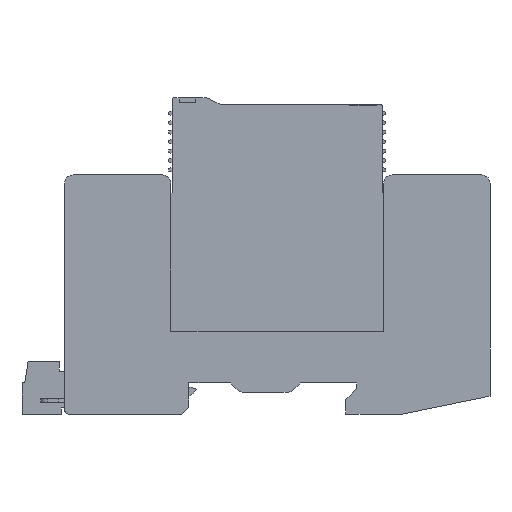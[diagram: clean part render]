
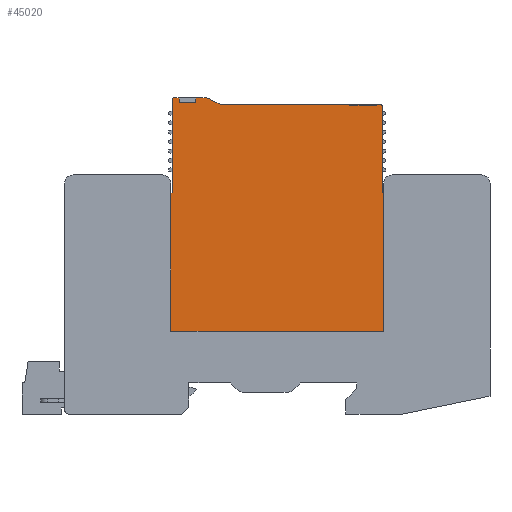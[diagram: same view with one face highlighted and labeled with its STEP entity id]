
A CAD part, front view. The second image highlights one B-rep face of the part: STEP entity #45020.
In plain terms, the highlighted planar face has unit normal (0, -1, 0).
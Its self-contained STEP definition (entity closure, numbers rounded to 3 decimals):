
#43006=DIRECTION('',(0.,0.,1.));
#43007=VECTOR('',#43006,29.3);
#43008=CARTESIAN_POINT('',(9.51,-22.35,
26.396));
#43009=LINE('',#43008,#43007);
#43027=CARTESIAN_POINT('',(-34.94,-22.35,
75.496));
#43028=DIRECTION('',(0.,1.,0.));
#43029=DIRECTION('',(-1.,0.,0.));
#43030=AXIS2_PLACEMENT_3D('',#43027,#43028,#43029);
#43035=DIRECTION('',(0.,0.,-1.));
#43036=VECTOR('',#43035,1.);
#43037=CARTESIAN_POINT('',(-33.747,-22.35,
75.796));
#43038=LINE('',#43037,#43036);
#43042=DIRECTION('',(1.,0.,0.));
#43043=VECTOR('',#43042,3.5);
#43044=CARTESIAN_POINT('',(-33.747,-22.35,
74.796));
#43045=LINE('',#43044,#43043);
#43049=CARTESIAN_POINT('',(-28.04,-22.35,
74.746));
#43050=DIRECTION('',(0.,1.,0.));
#43051=DIRECTION('',(0.,0.,1.));
#43052=AXIS2_PLACEMENT_3D('',#43049,#43050,#43051);
#43057=DIRECTION('',(0.891,0.,-0.454));
#43058=VECTOR('',#43057,2.802);
#43059=CARTESIAN_POINT('',(-27.563,-22.35,
75.682));
#43060=LINE('',#43059,#43058);
#43064=CARTESIAN_POINT('',(-24.59,-22.35,
75.346));
#43065=DIRECTION('',(0.,-1.,0.));
#43066=DIRECTION('',(-0.454,0.,-0.891));
#43067=AXIS2_PLACEMENT_3D('',#43064,#43065,#43066);
#43072=DIRECTION('',(0.,0.,-1.));
#43073=VECTOR('',#43072,0.1);
#43074=CARTESIAN_POINT('',(2.36,-22.35,
74.296));
#43075=LINE('',#43074,#43073);
#43079=DIRECTION('',(1.,0.,0.));
#43080=VECTOR('',#43079,5.6);
#43081=CARTESIAN_POINT('',(2.36,-22.35,
74.196));
#43082=LINE('',#43081,#43080);
#43086=DIRECTION('',(0.,0.,1.));
#43087=VECTOR('',#43086,0.1);
#43088=CARTESIAN_POINT('',(7.96,-22.35,
74.196));
#43089=LINE('',#43088,#43087);
#43093=CARTESIAN_POINT('',(8.96,-22.35,
73.996));
#43094=DIRECTION('',(0.,1.,0.));
#43095=DIRECTION('',(0.,0.,1.));
#43096=AXIS2_PLACEMENT_3D('',#43093,#43094,#43095);
#43101=DIRECTION('',(0.,0.,1.));
#43102=VECTOR('',#43101,18.3);
#43103=CARTESIAN_POINT('',(9.26,-22.35,
55.696));
#43104=LINE('',#43103,#43102);
#43185=DIRECTION('',(-1.,0.,0.));
#43186=VECTOR('',#43185,0.25);
#43187=CARTESIAN_POINT('',(9.51,-22.35,
55.696));
#43188=LINE('',#43187,#43186);
#43206=DIRECTION('',(-1.,0.,0.));
#43207=VECTOR('',#43206,1.);
#43208=CARTESIAN_POINT('',(8.96,-22.35,
74.296));
#43209=LINE('',#43208,#43207);
#43213=DIRECTION('',(-1.,0.,0.));
#43214=VECTOR('',#43213,26.95);
#43215=CARTESIAN_POINT('',(2.36,-22.35,
74.296));
#43216=LINE('',#43215,#43214);
#43318=DIRECTION('',(-1.,0.,0.));
#43319=VECTOR('',#43318,2.207);
#43320=CARTESIAN_POINT('',(-28.04,-22.35,
75.796));
#43321=LINE('',#43320,#43319);
#43325=DIRECTION('',(0.,0.,-1.));
#43326=VECTOR('',#43325,1.);
#43327=CARTESIAN_POINT('',(-30.247,-22.35,
75.796));
#43328=LINE('',#43327,#43326);
#43374=DIRECTION('',(-1.,0.,0.));
#43375=VECTOR('',#43374,1.193);
#43376=CARTESIAN_POINT('',(-33.747,-22.35,
75.796));
#43377=LINE('',#43376,#43375);
#43416=DIRECTION('',(0.,0.,-1.));
#43417=VECTOR('',#43416,19.8);
#43418=CARTESIAN_POINT('',(-35.24,-22.35,
75.496));
#43419=LINE('',#43418,#43417);
#43472=DIRECTION('',(-1.,0.,0.));
#43473=VECTOR('',#43472,0.25);
#43474=CARTESIAN_POINT('',(-35.24,-22.35,
55.696));
#43475=LINE('',#43474,#43473);
#43493=DIRECTION('',(0.,0.,-1.));
#43494=VECTOR('',#43493,29.3);
#43495=CARTESIAN_POINT('',(-35.49,-22.35,
55.696));
#43496=LINE('',#43495,#43494);
#43514=DIRECTION('',(1.,0.,0.));
#43515=VECTOR('',#43514,45.);
#43516=CARTESIAN_POINT('',(-35.49,-22.35,
26.396));
#43517=LINE('',#43516,#43515);
#44635=CARTESIAN_POINT('',(9.51,-22.35,
26.396));
#44636=CARTESIAN_POINT('',(9.51,-22.35,
55.696));
#44637=VERTEX_POINT('',#44635);
#44638=VERTEX_POINT('',#44636);
#44639=CARTESIAN_POINT('',(9.26,-22.35,
55.696));
#44640=CARTESIAN_POINT('',(9.26,-22.35,
73.996));
#44641=VERTEX_POINT('',#44639);
#44642=VERTEX_POINT('',#44640);
#44643=CARTESIAN_POINT('',(-35.49,-22.35,
26.396));
#44644=VERTEX_POINT('',#44643);
#44645=CARTESIAN_POINT('',(-35.49,-22.35,
55.696));
#44646=VERTEX_POINT('',#44645);
#44647=CARTESIAN_POINT('',(-35.24,-22.35,
55.696));
#44648=VERTEX_POINT('',#44647);
#44649=CARTESIAN_POINT('',(-35.24,-22.35,
75.496));
#44650=VERTEX_POINT('',#44649);
#44651=CARTESIAN_POINT('',(-34.94,-22.35,
75.796));
#44652=VERTEX_POINT('',#44651);
#44653=CARTESIAN_POINT('',(-33.747,-22.35,
75.796));
#44654=VERTEX_POINT('',#44653);
#44655=CARTESIAN_POINT('',(-33.747,-22.35,
74.796));
#44656=VERTEX_POINT('',#44655);
#44657=CARTESIAN_POINT('',(-30.247,-22.35,
74.796));
#44658=VERTEX_POINT('',#44657);
#44659=CARTESIAN_POINT('',(-30.247,-22.35,
75.796));
#44660=VERTEX_POINT('',#44659);
#44661=CARTESIAN_POINT('',(-28.04,-22.35,
75.796));
#44662=VERTEX_POINT('',#44661);
#44663=CARTESIAN_POINT('',(-27.563,-22.35,
75.682));
#44664=VERTEX_POINT('',#44663);
#44665=CARTESIAN_POINT('',(-25.066,-22.35,
74.411));
#44666=VERTEX_POINT('',#44665);
#44667=CARTESIAN_POINT('',(-24.59,-22.35,
74.296));
#44668=VERTEX_POINT('',#44667);
#44669=CARTESIAN_POINT('',(2.36,-22.35,
74.296));
#44670=VERTEX_POINT('',#44669);
#44671=CARTESIAN_POINT('',(2.36,-22.35,
74.196));
#44672=VERTEX_POINT('',#44671);
#44673=CARTESIAN_POINT('',(7.96,-22.35,
74.196));
#44674=VERTEX_POINT('',#44673);
#44675=CARTESIAN_POINT('',(7.96,-22.35,
74.296));
#44676=VERTEX_POINT('',#44675);
#44677=CARTESIAN_POINT('',(8.96,-22.35,
74.296));
#44678=VERTEX_POINT('',#44677);
#44970=CARTESIAN_POINT('',(-75.735,-22.35,
64.996));
#44971=DIRECTION('',(0.,1.,0.));
#44972=DIRECTION('',(1.,0.,0.));
#44973=AXIS2_PLACEMENT_3D('',#44970,#44971,#44972);
#44974=PLANE('',#44973);
#44976=ORIENTED_EDGE('',*,*,#44975,.F.);
#44978=ORIENTED_EDGE('',*,*,#44977,.F.);
#44979=ORIENTED_EDGE('',*,*,#44960,.F.);
#44981=ORIENTED_EDGE('',*,*,#44980,.F.);
#44983=ORIENTED_EDGE('',*,*,#44982,.F.);
#44985=ORIENTED_EDGE('',*,*,#44984,.F.);
#44987=ORIENTED_EDGE('',*,*,#44986,.F.);
#44989=ORIENTED_EDGE('',*,*,#44988,.T.);
#44991=ORIENTED_EDGE('',*,*,#44990,.F.);
#44993=ORIENTED_EDGE('',*,*,#44992,.T.);
#44995=ORIENTED_EDGE('',*,*,#44994,.T.);
#44997=ORIENTED_EDGE('',*,*,#44996,.F.);
#44999=ORIENTED_EDGE('',*,*,#44998,.F.);
#45001=ORIENTED_EDGE('',*,*,#45000,.T.);
#45003=ORIENTED_EDGE('',*,*,#45002,.T.);
#45005=ORIENTED_EDGE('',*,*,#45004,.T.);
#45007=ORIENTED_EDGE('',*,*,#45006,.F.);
#45009=ORIENTED_EDGE('',*,*,#45008,.T.);
#45011=ORIENTED_EDGE('',*,*,#45010,.T.);
#45013=ORIENTED_EDGE('',*,*,#45012,.T.);
#45015=ORIENTED_EDGE('',*,*,#45014,.F.);
#45017=ORIENTED_EDGE('',*,*,#45016,.T.);
#45018=EDGE_LOOP('',(#44976,#44978,#44979,#44981,#44983,#44985,#44987,#44989,
#44991,#44993,#44995,#44997,#44999,#45001,#45003,#45005,#45007,#45009,#45011,
#45013,#45015,#45017));
#45019=FACE_OUTER_BOUND('',#45018,.F.);
#43031=CIRCLE('',#43030,0.3);
#43053=CIRCLE('',#43052,1.05);
#43068=CIRCLE('',#43067,1.05);
#43097=CIRCLE('',#43096,0.3);
#44960=EDGE_CURVE('',#44637,#44638,#43009,.T.);
#44975=EDGE_CURVE('',#44641,#44642,#43104,.T.);
#44977=EDGE_CURVE('',#44638,#44641,#43188,.T.);
#44980=EDGE_CURVE('',#44644,#44637,#43517,.T.);
#44982=EDGE_CURVE('',#44646,#44644,#43496,.T.);
#44984=EDGE_CURVE('',#44648,#44646,#43475,.T.);
#44986=EDGE_CURVE('',#44650,#44648,#43419,.T.);
#44988=EDGE_CURVE('',#44650,#44652,#43031,.T.);
#44990=EDGE_CURVE('',#44654,#44652,#43377,.T.);
#44992=EDGE_CURVE('',#44654,#44656,#43038,.T.);
#44994=EDGE_CURVE('',#44656,#44658,#43045,.T.);
#44996=EDGE_CURVE('',#44660,#44658,#43328,.T.);
#44998=EDGE_CURVE('',#44662,#44660,#43321,.T.);
#45000=EDGE_CURVE('',#44662,#44664,#43053,.T.);
#45002=EDGE_CURVE('',#44664,#44666,#43060,.T.);
#45004=EDGE_CURVE('',#44666,#44668,#43068,.T.);
#45006=EDGE_CURVE('',#44670,#44668,#43216,.T.);
#45008=EDGE_CURVE('',#44670,#44672,#43075,.T.);
#45010=EDGE_CURVE('',#44672,#44674,#43082,.T.);
#45012=EDGE_CURVE('',#44674,#44676,#43089,.T.);
#45014=EDGE_CURVE('',#44678,#44676,#43209,.T.);
#45016=EDGE_CURVE('',#44678,#44642,#43097,.T.);
#45020=ADVANCED_FACE('',(#45019),#44974,.F.);
